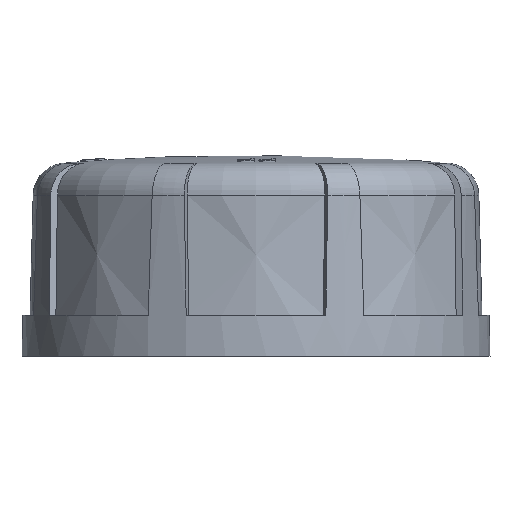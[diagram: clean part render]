
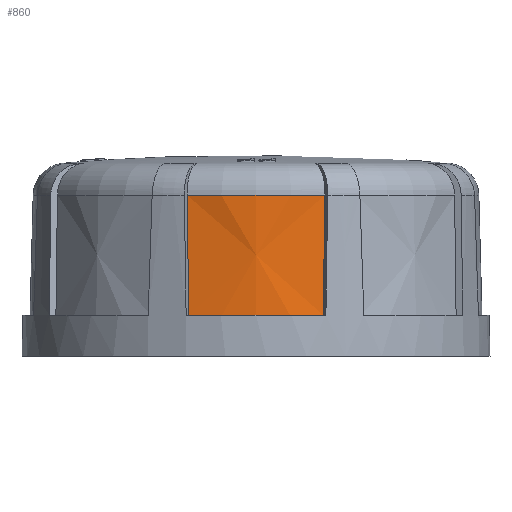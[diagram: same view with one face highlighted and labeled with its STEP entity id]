
A CAD part, left-side view. The second image highlights one B-rep face of the part: STEP entity #860.
In plain terms, the highlighted conical face has half-angle 1.5 degrees and reference radius 27.5 mm.
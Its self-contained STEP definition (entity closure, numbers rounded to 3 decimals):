
#601=CONICAL_SURFACE('',#4230,27.5,1.5);
#645=FACE_OUTER_BOUND('',#1401,.T.);
#860=ADVANCED_FACE('',(#645),#601,.T.);
#1136=B_SPLINE_CURVE_WITH_KNOTS('',3,(#8053,#8054,#8055,#8056),
 .UNSPECIFIED.,.F.,.F.,(4,4),(0.,1.),.UNSPECIFIED.);
#1137=B_SPLINE_CURVE_WITH_KNOTS('',3,(#8060,#8061,#8062,#8063),
 .UNSPECIFIED.,.F.,.F.,(4,4),(0.,1.),.UNSPECIFIED.);
#1401=EDGE_LOOP('',(#1949,#1950,#1951,#1952));
#1949=ORIENTED_EDGE('',*,*,#3496,.F.);
#1950=ORIENTED_EDGE('',*,*,#3497,.T.);
#1951=ORIENTED_EDGE('',*,*,#3498,.T.);
#1952=ORIENTED_EDGE('',*,*,#3492,.T.);
#3043=VERTEX_POINT('',#8015);
#3044=VERTEX_POINT('',#8017);
#3045=VERTEX_POINT('',#8052);
#3046=VERTEX_POINT('',#8059);
#3492=EDGE_CURVE('',#3044,#3043,#3994,.T.);
#3496=EDGE_CURVE('',#3045,#3043,#1136,.T.);
#3497=EDGE_CURVE('',#3045,#3046,#3995,.T.);
#3498=EDGE_CURVE('',#3046,#3044,#1137,.T.);
#3994=CIRCLE('',#4226,27.5);
#3995=CIRCLE('',#4229,27.118);
#4226=AXIS2_PLACEMENT_3D('',#8016,#4791,#4792);
#4229=AXIS2_PLACEMENT_3D('',#8058,#4798,#4799);
#4230=AXIS2_PLACEMENT_3D('',#8064,#4800,#4801);
#4791=DIRECTION('',(0.,0.,1.));
#4792=DIRECTION('',(-0.924,-0.383,0.));
#4798=DIRECTION('',(0.,0.,-1.));
#4799=DIRECTION('',(-1.,0.,0.));
#4800=DIRECTION('',(0.,0.,-1.));
#4801=DIRECTION('',(-0.924,-0.383,0.));
#8015=CARTESIAN_POINT('',(-26.258,-514.874,5.));
#8016=CARTESIAN_POINT('',(0.,-506.703,5.));
#8017=CARTESIAN_POINT('',(-26.258,-498.533,5.));
#8052=CARTESIAN_POINT('',(-25.787,-515.092,19.604));
#8053=CARTESIAN_POINT('',(-25.787,-515.092,19.604));
#8054=CARTESIAN_POINT('',(-25.945,-515.02,14.736));
#8055=CARTESIAN_POINT('',(-26.102,-514.947,9.868));
#8056=CARTESIAN_POINT('',(-26.258,-514.874,5.));
#8058=CARTESIAN_POINT('',(0.,-506.703,19.604));
#8059=CARTESIAN_POINT('',(-25.787,-498.314,19.604));
#8060=CARTESIAN_POINT('',(-25.787,-498.314,19.604));
#8061=CARTESIAN_POINT('',(-25.945,-498.386,14.736));
#8062=CARTESIAN_POINT('',(-26.102,-498.459,9.868));
#8063=CARTESIAN_POINT('',(-26.258,-498.533,5.));
#8064=CARTESIAN_POINT('',(0.,-506.703,5.));
